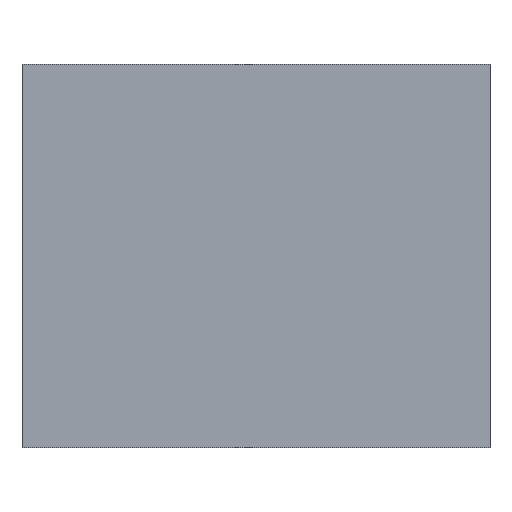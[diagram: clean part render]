
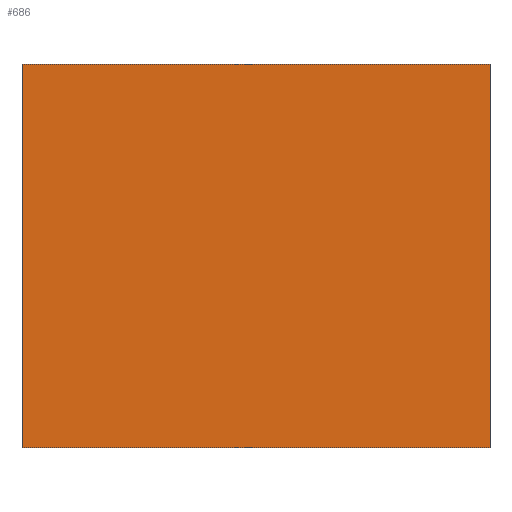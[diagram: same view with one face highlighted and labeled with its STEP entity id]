
A CAD part, top view. The second image highlights one B-rep face of the part: STEP entity #686.
In plain terms, the highlighted planar face has unit normal (0, 0, 1).
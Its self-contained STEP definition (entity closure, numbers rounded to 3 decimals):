
#678=AXIS2_PLACEMENT_3D('Plane Axis2P3D',#675,#676,#677) ;
#150=CARTESIAN_POINT('Vertex',(0.,0.,3.135)) ;
#153=CARTESIAN_POINT('Line Origine',(0.,4.9,3.135)) ;
#157=CARTESIAN_POINT('Vertex',(0.,9.8,3.135)) ;
#177=CARTESIAN_POINT('Line Origine',(5.975,9.8,3.135)) ;
#181=CARTESIAN_POINT('Vertex',(11.95,9.8,3.135)) ;
#201=CARTESIAN_POINT('Line Origine',(11.95,4.9,3.135)) ;
#205=CARTESIAN_POINT('Vertex',(11.95,0.,3.135)) ;
#225=CARTESIAN_POINT('Line Origine',(5.975,0.,3.135)) ;
#675=CARTESIAN_POINT('Axis2P3D Location',(9.025,0.,3.135)) ;
#154=DIRECTION('Vector Direction',(0.,1.,0.)) ;
#178=DIRECTION('Vector Direction',(-1.,0.,0.)) ;
#202=DIRECTION('Vector Direction',(0.,1.,0.)) ;
#226=DIRECTION('Vector Direction',(-1.,0.,0.)) ;
#676=DIRECTION('Axis2P3D Direction',(0.,-0.,1.)) ;
#677=DIRECTION('Axis2P3D XDirection',(0.,1.,0.)) ;
#155=VECTOR('Line Direction',#154,1.) ;
#179=VECTOR('Line Direction',#178,1.) ;
#203=VECTOR('Line Direction',#202,1.) ;
#227=VECTOR('Line Direction',#226,1.) ;
#681=ORIENTED_EDGE('',*,*,#159,.T.) ;
#682=ORIENTED_EDGE('',*,*,#229,.F.) ;
#683=ORIENTED_EDGE('',*,*,#207,.F.) ;
#684=ORIENTED_EDGE('',*,*,#183,.T.) ;
#686=ADVANCED_FACE('S3D gedreht',(#685),#679,.T.) ;
#159=EDGE_CURVE('',#158,#151,#156,.F.) ;
#183=EDGE_CURVE('',#182,#158,#180,.T.) ;
#207=EDGE_CURVE('',#182,#206,#204,.F.) ;
#229=EDGE_CURVE('',#206,#151,#228,.T.) ;
#680=EDGE_LOOP('',(#681,#682,#683,#684)) ;
#685=FACE_OUTER_BOUND('',#680,.T.) ;
#156=LINE('Line',#153,#155) ;
#180=LINE('Line',#177,#179) ;
#204=LINE('Line',#201,#203) ;
#228=LINE('Line',#225,#227) ;
#679=PLANE('',#678) ;
#151=VERTEX_POINT('',#150) ;
#158=VERTEX_POINT('',#157) ;
#182=VERTEX_POINT('',#181) ;
#206=VERTEX_POINT('',#205) ;
